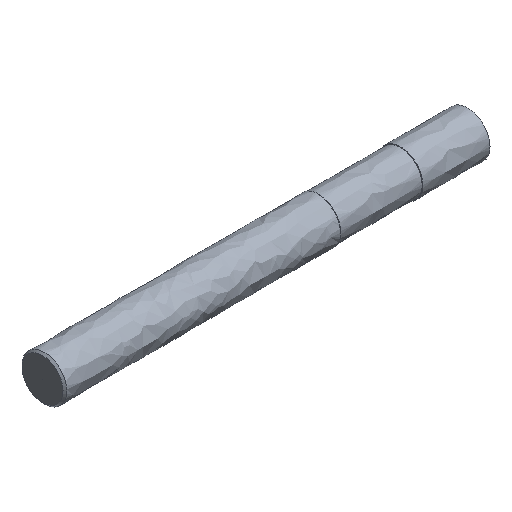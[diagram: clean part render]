
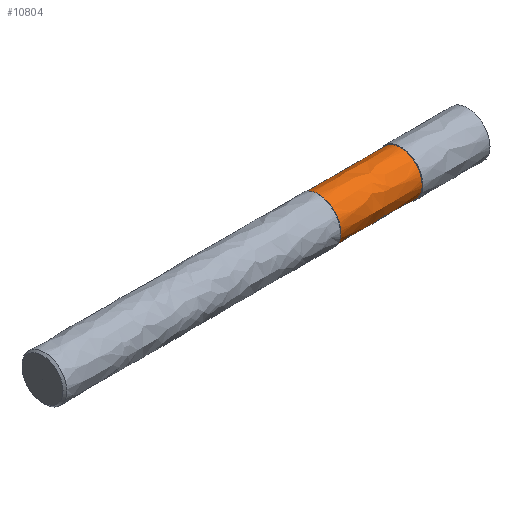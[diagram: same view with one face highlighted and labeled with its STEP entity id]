
A CAD part, isometric view. The second image highlights one B-rep face of the part: STEP entity #10804.
In plain terms, the highlighted free-form (B-spline) face has degree [5, 3] with [6, 4] control points.
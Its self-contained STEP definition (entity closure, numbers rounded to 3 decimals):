
#10710 = CARTESIAN_POINT ('', (-9., 2.9, 0.));
#10711 = VERTEX_POINT ('', #10710);
#10719 = CARTESIAN_POINT ('', (-9., 2.9, 0.));
#10720 = CARTESIAN_POINT ('', (-9., 2.9, -11.6));
#10721 = CARTESIAN_POINT ('', (-9., -8.7, -5.8));
#10722 = CARTESIAN_POINT ('', (-9., -8.7, 5.8));
#10723 = CARTESIAN_POINT ('', (-9., 2.9, 11.6));
#10724 = CARTESIAN_POINT ('', (-9., 2.9, 0.));
#10725 = (
   BOUNDED_CURVE ()
   B_SPLINE_CURVE (5, (#10719, #10720, #10721, #10722, #10723, #10724), .UNSPECIFIED., .T., .U.)
   B_SPLINE_CURVE_WITH_KNOTS ((6, 6), (0., 1.), .UNSPECIFIED.)
   CURVE ()
   GEOMETRIC_REPRESENTATION_ITEM ()
   RATIONAL_B_SPLINE_CURVE ((5., 1., 1., 1., 1., 5.))
   REPRESENTATION_ITEM ('')
);
#10726 = EDGE_CURVE ('', #10711, #10711, #10725, .T.);
#10757 = ORIENTED_EDGE ('', *, *, #10726, .T.);
#10758 = CARTESIAN_POINT ('', (-20., 2.9, 0.));
#10759 = VERTEX_POINT ('', #10758);
#10760 = CARTESIAN_POINT ('', (-20., 2.9, 0.));
#10761 = CARTESIAN_POINT ('', (-16.333, 2.9, 0.));
#10762 = CARTESIAN_POINT ('', (-12.667, 2.9, 0.));
#10763 = CARTESIAN_POINT ('', (-9., 2.9, 0.));
#10764 = B_SPLINE_CURVE_WITH_KNOTS ('', 3, (#10760, #10761, #10762, #10763), .UNSPECIFIED., .F., .U., (4, 4), (0., 1.), .UNSPECIFIED.);
#10765 = EDGE_CURVE ('', #10759, #10711, #10764, .T.);
#10766 = ORIENTED_EDGE ('', *, *, #10765, .F.);
#10767 = CARTESIAN_POINT ('', (-20., 2.9, 0.));
#10768 = CARTESIAN_POINT ('', (-20., 2.9, -11.6));
#10769 = CARTESIAN_POINT ('', (-20., -8.7, -5.8));
#10770 = CARTESIAN_POINT ('', (-20., -8.7, 5.8));
#10771 = CARTESIAN_POINT ('', (-20., 2.9, 11.6));
#10772 = CARTESIAN_POINT ('', (-20., 2.9, 0.));
#10773 = (
   BOUNDED_CURVE ()
   B_SPLINE_CURVE (5, (#10767, #10768, #10769, #10770, #10771, #10772), .UNSPECIFIED., .T., .U.)
   B_SPLINE_CURVE_WITH_KNOTS ((6, 6), (0., 1.), .UNSPECIFIED.)
   CURVE ()
   GEOMETRIC_REPRESENTATION_ITEM ()
   RATIONAL_B_SPLINE_CURVE ((5., 1., 1., 1., 1., 5.))
   REPRESENTATION_ITEM ('')
);
#10774 = EDGE_CURVE ('', #10759, #10759, #10773, .T.);
#10775 = ORIENTED_EDGE ('', *, *, #10774, .F.);
#10776 = ORIENTED_EDGE ('', *, *, #10765, .T.);
#10777 = EDGE_LOOP ('', (#10757, #10766, #10775, #10776));
#10778 = FACE_OUTER_BOUND ('', #10777, .T.);
#10779 = CARTESIAN_POINT ('', (-20., 2.9, 0.));
#10780 = CARTESIAN_POINT ('', (-16.333, 2.9, 0.));
#10781 = CARTESIAN_POINT ('', (-12.667, 2.9, 0.));
#10782 = CARTESIAN_POINT ('', (-9., 2.9, 0.));
#10783 = CARTESIAN_POINT ('', (-20., 2.9, 11.6));
#10784 = CARTESIAN_POINT ('', (-16.333, 2.9, 11.6));
#10785 = CARTESIAN_POINT ('', (-12.667, 2.9, 11.6));
#10786 = CARTESIAN_POINT ('', (-9., 2.9, 11.6));
#10787 = CARTESIAN_POINT ('', (-20., -8.7, 5.8));
#10788 = CARTESIAN_POINT ('', (-16.333, -8.7, 5.8));
#10789 = CARTESIAN_POINT ('', (-12.667, -8.7, 5.8));
#10790 = CARTESIAN_POINT ('', (-9., -8.7, 5.8));
#10791 = CARTESIAN_POINT ('', (-20., -8.7, -5.8));
#10792 = CARTESIAN_POINT ('', (-16.333, -8.7, -5.8));
#10793 = CARTESIAN_POINT ('', (-12.667, -8.7, -5.8));
#10794 = CARTESIAN_POINT ('', (-9., -8.7, -5.8));
#10795 = CARTESIAN_POINT ('', (-20., 2.9, -11.6));
#10796 = CARTESIAN_POINT ('', (-16.333, 2.9, -11.6));
#10797 = CARTESIAN_POINT ('', (-12.667, 2.9, -11.6));
#10798 = CARTESIAN_POINT ('', (-9., 2.9, -11.6));
#10799 = CARTESIAN_POINT ('', (-20., 2.9, 0.));
#10800 = CARTESIAN_POINT ('', (-16.333, 2.9, 0.));
#10801 = CARTESIAN_POINT ('', (-12.667, 2.9, 0.));
#10802 = CARTESIAN_POINT ('', (-9., 2.9, 0.));
#10803 = (
   BOUNDED_SURFACE ()
   B_SPLINE_SURFACE (5, 3, ((#10779, #10780, #10781, #10782), (#10783, #10784, #10785, #10786), (#10787, #10788, #10789, #10790), (#10791, #10792, #10793, #10794), (#10795, #10796, #10797, #10798), (#10799, #10800, #10801, #10802)), .UNSPECIFIED., .T., .F., .U.)
   B_SPLINE_SURFACE_WITH_KNOTS ((6, 6), (4, 4), (0., 1.), (0., 1.), .UNSPECIFIED.)
   SURFACE ()
   GEOMETRIC_REPRESENTATION_ITEM ()
   RATIONAL_B_SPLINE_SURFACE (((5., 5., 5., 5.), (1., 1., 1., 1.), (1., 1., 1., 1.), (1., 1., 1., 1.), (1., 1., 1., 1.), (5., 5., 5., 5.)))
   REPRESENTATION_ITEM ('')
);
#10804 = ADVANCED_FACE ('', (#10778), #10803, .T.);
